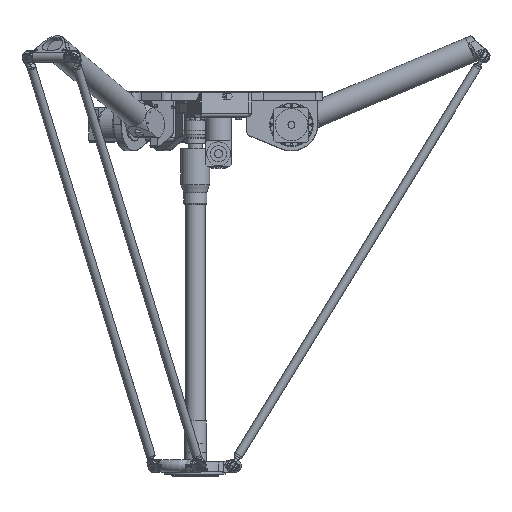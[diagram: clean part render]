
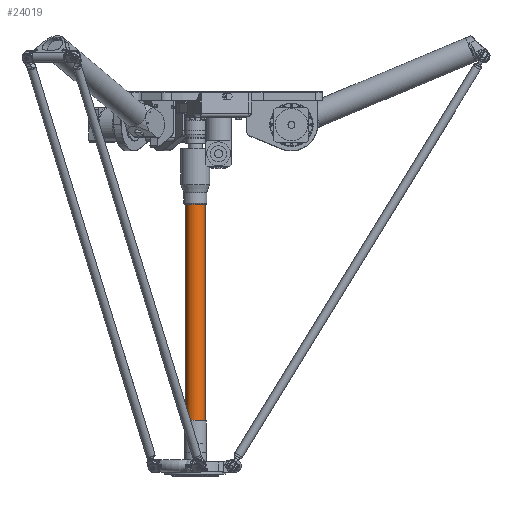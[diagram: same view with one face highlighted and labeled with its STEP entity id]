
A CAD part, front view. The second image highlights one B-rep face of the part: STEP entity #24019.
In plain terms, the highlighted cylindrical face has radius 33.5 mm (diameter 67 mm), a full revolution.
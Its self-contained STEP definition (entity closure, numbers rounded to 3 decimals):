
#5204=FACE_BOUND('',#9783,.T.);
#5680=CYLINDRICAL_SURFACE('',#27062,33.5);
#7296=FACE_OUTER_BOUND('',#9782,.T.);
#9782=EDGE_LOOP('',(#21587));
#9783=EDGE_LOOP('',(#21588));
#11029=CIRCLE('',#27047,33.5);
#11036=CIRCLE('',#27061,33.5);
#13073=VERTEX_POINT('',#56102);
#13080=VERTEX_POINT('',#56123);
#15918=EDGE_CURVE('',#13073,#13073,#11029,.T.);
#15925=EDGE_CURVE('',#13080,#13080,#11036,.T.);
#21587=ORIENTED_EDGE('',*,*,#15925,.F.);
#21588=ORIENTED_EDGE('',*,*,#15918,.T.);
#24019=ADVANCED_FACE('',(#7296,#5204),#5680,.T.);
#27047=AXIS2_PLACEMENT_3D('',#56103,#33930,#33931);
#27061=AXIS2_PLACEMENT_3D('',#56124,#33958,#33959);
#27062=AXIS2_PLACEMENT_3D('',#56125,#33960,#33961);
#33930=DIRECTION('center_axis',(0.,1.,0.));
#33931=DIRECTION('ref_axis',(0.,0.,1.));
#33958=DIRECTION('center_axis',(0.,1.,0.));
#33959=DIRECTION('ref_axis',(0.,0.,1.));
#33960=DIRECTION('center_axis',(0.,1.,0.));
#33961=DIRECTION('ref_axis',(0.,0.,1.));
#56102=CARTESIAN_POINT('',(0.,-817.,33.5));
#56103=CARTESIAN_POINT('Origin',(0.,-817.,0.));
#56123=CARTESIAN_POINT('',(0.,-75.,33.5));
#56124=CARTESIAN_POINT('Origin',(0.,-75.,0.));
#56125=CARTESIAN_POINT('Origin',(0.,-446.,0.));
